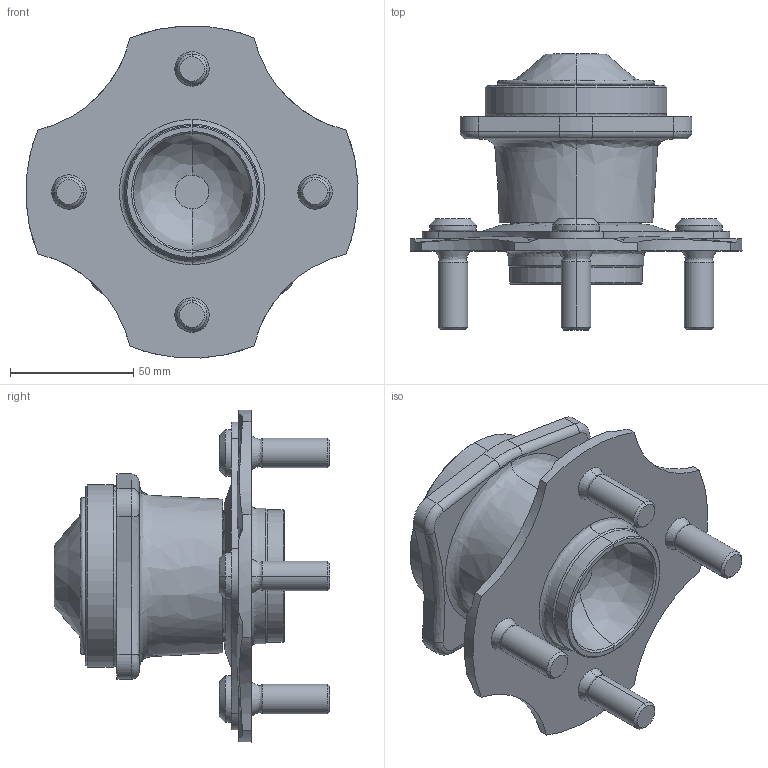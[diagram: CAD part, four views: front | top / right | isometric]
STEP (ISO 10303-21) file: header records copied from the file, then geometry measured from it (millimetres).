
FILE_DESCRIPTION(/* description */ (''),/* implementation_level */ '2;1');
FILE_NAME(/* name */ 'Rough_NSK_HubUnit-Passive_44BWKH10B',/* time_stamp */ '2017-05-04T16:55:42+09:00',/* author */ (''),/* organization */ (''),/* preprocessor_version */ 'ST-DEVELOPER v15',/* originating_system */ '',/* authorisation */ '');
FILE_SCHEMA (('AUTOMOTIVE_DESIGN'));
Length unit declared in the file: millimetre
Products named in the file (1): Document
Bounding box: 134.84 x 112 x 134.84 mm (x, y, z)
Volume: 372696.1 mm3; surface area: 63596.6 mm2
Topology: 5 solids, 5 shells, 146 faces, 320 edges, 188 vertices
Faces by surface type: bspline 128, plane 18
Entity records: 5417 total; most frequent: CARTESIAN_POINT 3605, ORIENTED_EDGE 640, EDGE_CURVE 320, VERTEX_POINT 188, EDGE_LOOP 150, ADVANCED_FACE 146, FACE_OUTER_BOUND 146, B_SPLINE_CURVE_WITH_KNOTS 86
